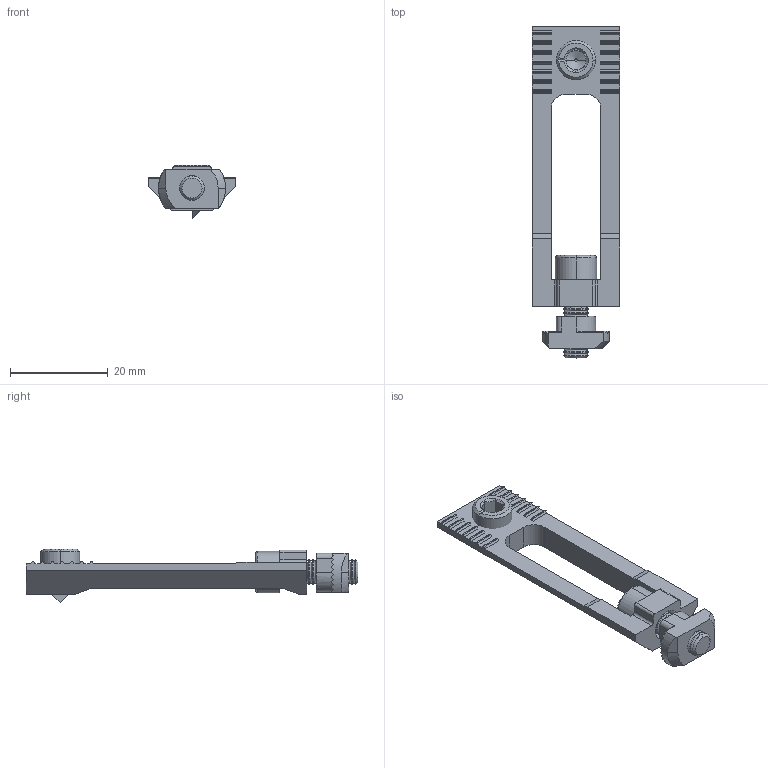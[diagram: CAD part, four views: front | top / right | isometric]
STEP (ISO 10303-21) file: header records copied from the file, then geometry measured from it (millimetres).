
FILE_DESCRIPTION (( 'STEP AP203' ), '1' );
FILE_NAME ('282311500.STEP', '2022-08-25T15:41:29', ( '' ), ( '' ), 'SwSTEP 2.0', 'SolidWorks 2014', '' );
FILE_SCHEMA (( 'CONFIG_CONTROL_DESIGN' ));
Length unit declared in the file: millimetre
Products named in the file (1): 282311500
Bounding box: 18 x 68 x 11 mm (x, y, z)
Volume: 3736.7 mm3; surface area: 4008.5 mm2
Topology: 4 solids, 4 shells, 358 faces, 975 edges, 623 vertices
Faces by surface type: plane 157, cylinder 110, cone 86, bspline 5
Entity records: 11966 total; most frequent: CARTESIAN_POINT 2951, ORIENTED_EDGE 1942, DIRECTION 1840, EDGE_CURVE 971, AXIS2_PLACEMENT_3D 640, VERTEX_POINT 623, VECTOR 560, LINE 560
